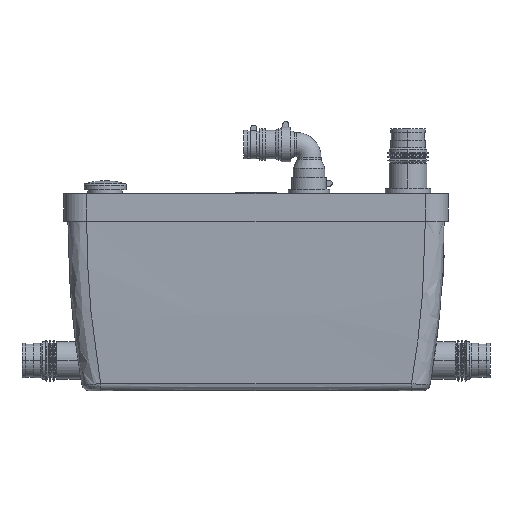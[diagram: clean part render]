
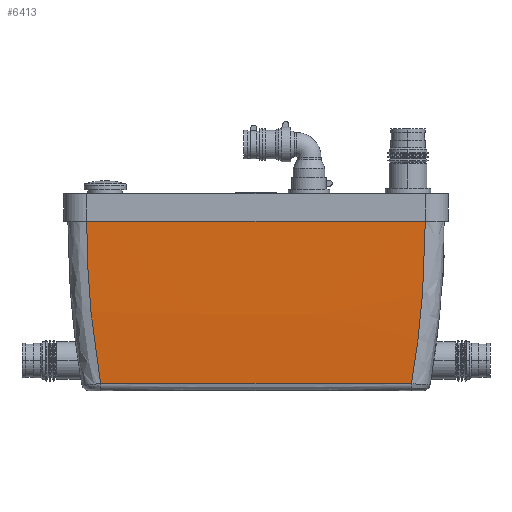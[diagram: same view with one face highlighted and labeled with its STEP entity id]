
A CAD part, front view. The second image highlights one B-rep face of the part: STEP entity #6413.
In plain terms, the highlighted free-form (B-spline) face has degree [3, 3] with [4, 5] control points.
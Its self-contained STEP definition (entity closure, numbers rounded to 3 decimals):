
#3558=CARTESIAN_POINT('',(-225.,-88.,225.0));
#3559=VERTEX_POINT('',#3558);
#3577=CARTESIAN_POINT('',(225.,-88.,225.));
#3578=VERTEX_POINT('',#3577);
#3579=CARTESIAN_POINT('',(225.001,-88.,225.));
#3580=CARTESIAN_POINT('',(74.996,-88.0,225.));
#3581=CARTESIAN_POINT('',(-75.008,-88.,225.0));
#3582=CARTESIAN_POINT('',(-225.013,-88.,225.0));
#3583=B_SPLINE_CURVE_WITH_KNOTS('',3,(#3579,#3580,#3581,#3582),.UNSPECIFIED.,.F.,.U.,(4,4),(0.05,0.95),.UNSPECIFIED.);
#3584=EDGE_CURVE('',#3578,#3559,#3583,.T.);
#4791=CARTESIAN_POINT('',(-206.577,-78.203,9.255));
#4792=VERTEX_POINT('',#4791);
#4975=CARTESIAN_POINT('',(-206.577,-78.203,9.255));
#4976=CARTESIAN_POINT('',(-208.331,-78.961,19.411));
#4977=CARTESIAN_POINT('',(-211.589,-80.396,39.77));
#4978=CARTESIAN_POINT('',(-215.731,-82.299,70.447));
#4979=CARTESIAN_POINT('',(-219.12,-83.952,101.231));
#4980=CARTESIAN_POINT('',(-221.755,-85.353,132.085));
#4981=CARTESIAN_POINT('',(-224.263,-86.886,173.333));
#4982=CARTESIAN_POINT('',(-225.008,-87.656,204.338));
#4983=CARTESIAN_POINT('',(-225.,-88.0,225.));
#4984=B_SPLINE_CURVE_WITH_KNOTS('',3,(#4975,#4976,#4977,#4978,#4979,#4980,#4981,#4982,#4983),.UNSPECIFIED.,.F.,.U.,(4,1,1,1,1,1,4),(0.682,3.762,6.841,9.92,12.999,16.078,22.237),.UNSPECIFIED.);
#4985=EDGE_CURVE('',#4792,#3559,#4984,.T.);
#6130=CARTESIAN_POINT('',(206.579,-78.213,9.244));
#6131=VERTEX_POINT('',#6130);
#6296=CARTESIAN_POINT('',(225.,-88.,225.));
#6297=CARTESIAN_POINT('',(225.,-87.998,224.87));
#6298=CARTESIAN_POINT('',(225.,-87.996,224.741));
#6299=CARTESIAN_POINT('',(225.,-87.994,224.611));
#6300=CARTESIAN_POINT('',(224.999,-87.673,203.986));
#6301=CARTESIAN_POINT('',(224.243,-86.929,173.037));
#6302=CARTESIAN_POINT('',(221.73,-85.411,131.865));
#6303=CARTESIAN_POINT('',(217.341,-83.08,80.532));
#6304=CARTESIAN_POINT('',(211.824,-80.518,39.655));
#6305=CARTESIAN_POINT('',(206.579,-78.213,9.244));
#6306=B_SPLINE_CURVE_WITH_KNOTS('',3,(#6296,#6297,#6298,#6299,#6300,#6301,#6302,#6303,#6304,#6305),.UNSPECIFIED.,.F.,.U.,(4,3,1,1,1,4),(-21.51,-21.471,-15.326,-12.253,-9.18,0.039),.UNSPECIFIED.);
#6307=EDGE_CURVE('',#3578,#6131,#6306,.T.);
#6376=CARTESIAN_POINT('',(206.579,-78.213,9.244));
#6377=CARTESIAN_POINT('',(68.86,-78.21,9.248));
#6378=CARTESIAN_POINT('',(-68.859,-78.206,9.252));
#6379=CARTESIAN_POINT('',(-206.577,-78.203,9.255));
#6380=B_SPLINE_CURVE_WITH_KNOTS('',3,(#6376,#6377,#6378,#6379),.UNSPECIFIED.,.F.,.U.,(4,4),(-43.82,-2.505),.UNSPECIFIED.);
#6381=EDGE_CURVE('',#6131,#4792,#6380,.T.);
#6386=CARTESIAN_POINT('',(208.462,-78.213,9.244));
#6387=CARTESIAN_POINT('',(69.483,-78.209,9.245));
#6388=CARTESIAN_POINT('',(-69.495,-78.206,9.245));
#6389=CARTESIAN_POINT('',(-208.473,-78.202,9.245));
#6390=CARTESIAN_POINT('',(213.174,-80.523,39.719));
#6391=CARTESIAN_POINT('',(71.055,-80.508,39.72));
#6392=CARTESIAN_POINT('',(-71.066,-80.493,39.721));
#6393=CARTESIAN_POINT('',(-213.186,-80.478,39.722));
#6394=CARTESIAN_POINT('',(221.839,-85.011,111.34));
#6395=CARTESIAN_POINT('',(73.946,-84.981,111.341));
#6396=CARTESIAN_POINT('',(-73.958,-84.951,111.342));
#6397=CARTESIAN_POINT('',(-221.852,-84.921,111.344));
#6398=CARTESIAN_POINT('',(225.001,-87.362,183.662));
#6399=CARTESIAN_POINT('',(74.996,-87.345,183.662));
#6400=CARTESIAN_POINT('',(-75.008,-87.328,183.663));
#6401=CARTESIAN_POINT('',(-225.013,-87.312,183.663));
#6402=CARTESIAN_POINT('',(225.001,-88.,225.));
#6403=CARTESIAN_POINT('',(74.996,-88.0,225.));
#6404=CARTESIAN_POINT('',(-75.008,-88.,225.0));
#6405=CARTESIAN_POINT('',(-225.013,-88.,225.0));
#6406=B_SPLINE_SURFACE_WITH_KNOTS('',3,3,((#6386,#6390,#6394,#6398,#6402),(#6387,#6391,#6395,#6399,#6403),(#6388,#6392,#6396,#6400,#6404),(#6389,#6393,#6397,#6401,#6405)),.UNSPECIFIED.,.F.,.F.,.U.,(4,4),(4,1,4),(0.05,0.95),(0.042,0.452,1.0),.UNSPECIFIED.);
#6407=ORIENTED_EDGE('',*,*,#4985,.F.);
#6408=ORIENTED_EDGE('',*,*,#6381,.F.);
#6409=ORIENTED_EDGE('',*,*,#6307,.F.);
#6410=ORIENTED_EDGE('',*,*,#3584,.T.);
#6411=EDGE_LOOP('',(#6407,#6408,#6409,#6410));
#6412=FACE_OUTER_BOUND('',#6411,.T.);
#6413=ADVANCED_FACE('',(#6412),#6406,.F.);
